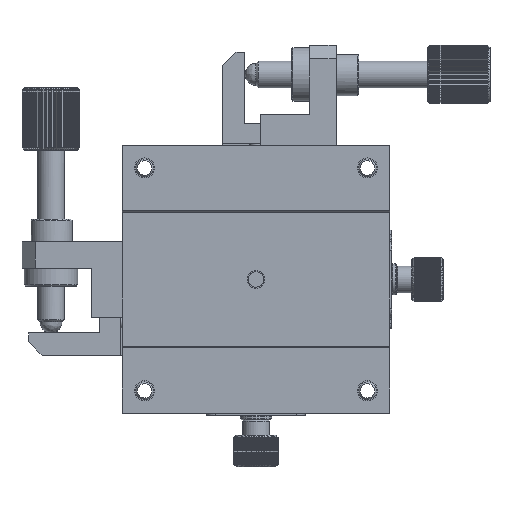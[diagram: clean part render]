
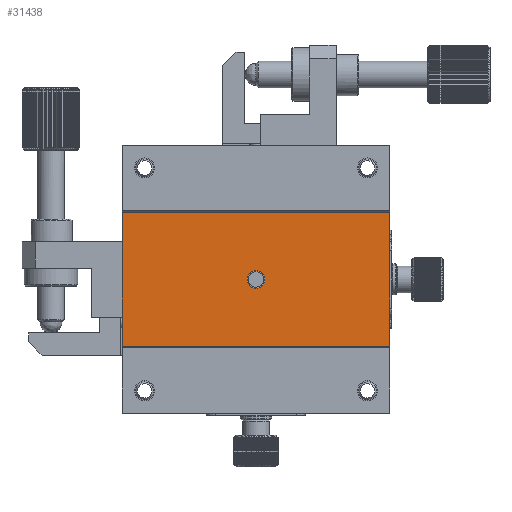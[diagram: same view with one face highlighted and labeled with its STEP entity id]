
A CAD part, front view. The second image highlights one B-rep face of the part: STEP entity #31438.
In plain terms, the highlighted planar face has unit normal (0, 1, 0).
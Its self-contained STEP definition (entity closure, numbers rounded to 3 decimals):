
#2265 = EDGE_LOOP ( 'NONE', ( #21907, #17222, #30104, #30385 ) ) ;
#4248 = DIRECTION ( 'NONE',  ( -1., 0., 0. ) ) ;
#5429 = VERTEX_POINT ( 'NONE', #7507 ) ;
#6852 = VERTEX_POINT ( 'NONE', #30899 ) ;
#7507 = CARTESIAN_POINT ( 'NONE',  ( 30., 0.35, -15. ) ) ;
#8993 = CARTESIAN_POINT ( 'NONE',  ( -30., 0.35, 30. ) ) ;
#9818 = LINE ( 'NONE', #30847, #27844 ) ;
#9943 = EDGE_CURVE ( 'NONE', #5429, #33228, #22486, .T. ) ;
#11534 = AXIS2_PLACEMENT_3D ( 'NONE', #35060, #42196, #14240 ) ;
#12361 = CARTESIAN_POINT ( 'NONE',  ( -30., 0.35, 15. ) ) ;
#14237 = VECTOR ( 'NONE', #30707, 1000. ) ;
#14240 = DIRECTION ( 'NONE',  ( 0., 0., 1. ) ) ;
#14290 = VECTOR ( 'NONE', #4248, 1000. ) ;
#14476 = FACE_BOUND ( 'NONE', #31060, .T. ) ;
#14700 = PLANE ( 'NONE',  #11534 ) ;
#16735 = DIRECTION ( 'NONE',  ( 0., 0., -1. ) ) ;
#17222 = ORIENTED_EDGE ( 'NONE', *, *, #17665, .T. ) ;
#17665 = EDGE_CURVE ( 'NONE', #29424, #5429, #37535, .T. ) ;
#21907 = ORIENTED_EDGE ( 'NONE', *, *, #32815, .T. ) ;
#22275 = CARTESIAN_POINT ( 'NONE',  ( 0., 0.35, 0. ) ) ;
#22337 = VERTEX_POINT ( 'NONE', #12361 ) ;
#22486 = LINE ( 'NONE', #43289, #14290 ) ;
#25099 = FACE_OUTER_BOUND ( 'NONE', #2265, .T. ) ;
#26268 = VECTOR ( 'NONE', #16735, 1000. ) ;
#26917 = DIRECTION ( 'NONE',  ( 1., 0., 0. ) ) ;
#27002 = LINE ( 'NONE', #8993, #14237 ) ;
#27844 = VECTOR ( 'NONE', #26917, 1000. ) ;
#28137 = EDGE_CURVE ( 'NONE', #33228, #22337, #27002, .T. ) ;
#29424 = VERTEX_POINT ( 'NONE', #36426 ) ;
#30104 = ORIENTED_EDGE ( 'NONE', *, *, #9943, .T. ) ;
#30385 = ORIENTED_EDGE ( 'NONE', *, *, #28137, .T. ) ;
#30707 = DIRECTION ( 'NONE',  ( 0., 0., 1. ) ) ;
#30799 = CARTESIAN_POINT ( 'NONE',  ( -30., 0.35, -15. ) ) ;
#30847 = CARTESIAN_POINT ( 'NONE',  ( -30., 0.35, 15. ) ) ;
#30899 = CARTESIAN_POINT ( 'NONE',  ( 0., 0.35, -2. ) ) ;
#31060 = EDGE_LOOP ( 'NONE', ( #40686 ) ) ;
#31438 = ADVANCED_FACE ( 'NONE', ( #25099, #14476 ), #14700, .T. ) ;
#32815 = EDGE_CURVE ( 'NONE', #22337, #29424, #9818, .T. ) ;
#33228 = VERTEX_POINT ( 'NONE', #30799 ) ;
#34710 = AXIS2_PLACEMENT_3D ( 'NONE', #22275, #36615, #36382 ) ;
#35060 = CARTESIAN_POINT ( 'NONE',  ( -30., 0.35, -15. ) ) ;
#36382 = DIRECTION ( 'NONE',  ( 0., 0., -1. ) ) ;
#36426 = CARTESIAN_POINT ( 'NONE',  ( 30., 0.35, 15. ) ) ;
#36615 = DIRECTION ( 'NONE',  ( 0., -1., 0. ) ) ;
#36920 = CIRCLE ( 'NONE', #34710, 2. ) ;
#37460 = EDGE_CURVE ( 'NONE', #6852, #6852, #36920, .T. ) ;
#37535 = LINE ( 'NONE', #45116, #26268 ) ;
#40686 = ORIENTED_EDGE ( 'NONE', *, *, #37460, .T. ) ;
#42196 = DIRECTION ( 'NONE',  ( 0., 1., 0. ) ) ;
#43289 = CARTESIAN_POINT ( 'NONE',  ( -30., 0.35, -15. ) ) ;
#45116 = CARTESIAN_POINT ( 'NONE',  ( 30., 0.35, -30. ) ) ;
